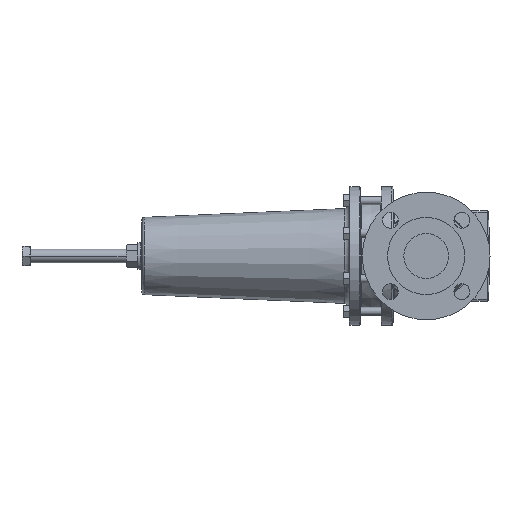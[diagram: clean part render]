
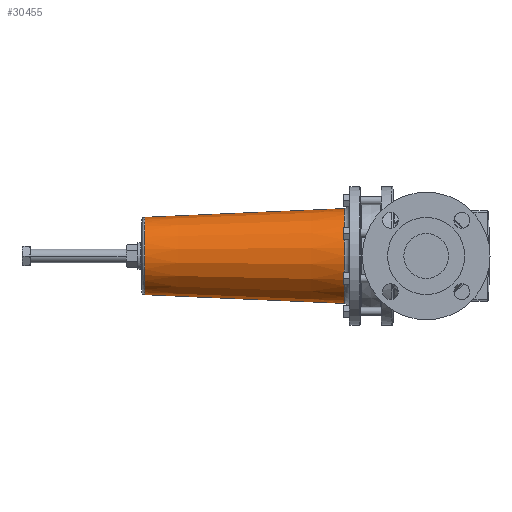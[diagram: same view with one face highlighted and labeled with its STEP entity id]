
A CAD part, left-side view. The second image highlights one B-rep face of the part: STEP entity #30455.
In plain terms, the highlighted conical face has half-angle 2.5 degrees and reference radius 56.85 mm.
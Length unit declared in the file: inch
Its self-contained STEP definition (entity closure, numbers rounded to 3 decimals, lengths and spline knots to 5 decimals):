
#534 = B_SPLINE_CURVE_WITH_KNOTS ( 'NONE', 3,
 ( #1950, #33264, #27075, #8259, #30257, #11393, #33400, #14551, #36597, #17732, #39773, #20908, #2090, #24045, #5256, #27215, #8393, #30389, #11531, #33543, #14684, #36727, #17876, #39910 ),
 .UNSPECIFIED., .F., .F.,
 ( 4, 2, 2, 2, 2, 2, 2, 2, 2, 2, 2, 4 ),
 ( 0.00687, 0.00726, 0.00764, 0.0084, 0.00878, 0.00916, 0.00993, 0.01069, 0.01145, 0.01221, 0.01259, 0.01298 ),
 .UNSPECIFIED. ) ;
#1081 = EDGE_CURVE ( 'NONE', #25321, #11640, #4608, .T. ) ;
#1950 = CARTESIAN_POINT ( 'NONE',  ( 0., 11.44509, 1.89598 ) ) ;
#2090 = CARTESIAN_POINT ( 'NONE',  ( -0.06257, 11.36607, 1.8984 ) ) ;
#2127 = AXIS2_PLACEMENT_3D ( 'NONE', #28307, #9504, #31502 ) ;
#2753 = CARTESIAN_POINT ( 'NONE',  ( 0., 3.607, 2.23819 ) ) ;
#4156 = VERTEX_POINT ( 'NONE', #32078 ) ;
#4360 = CARTESIAN_POINT ( 'NONE',  ( 0., 3.607, 2.23819 ) ) ;
#4608 = LINE ( 'NONE', #9418, #28689 ) ;
#5256 = CARTESIAN_POINT ( 'NONE',  ( -0.0612, 11.3362, 1.89975 ) ) ;
#5407 = CIRCLE ( 'NONE', #14618, 1.81772 ) ;
#6435 = DIRECTION ( 'NONE',  ( 0., -1., 0. ) ) ;
#6514 = CARTESIAN_POINT ( 'NONE',  ( 0., 11.44509, 1.89598 ) ) ;
#7522 = DIRECTION ( 'NONE',  ( 0., -0.999, 0.044 ) ) ;
#7649 = CARTESIAN_POINT ( 'NONE',  ( 0., 13.23745, 0. ) ) ;
#7907 = VERTEX_POINT ( 'NONE', #26076 ) ;
#8259 = CARTESIAN_POINT ( 'NONE',  ( -0.01955, 11.44099, 1.89606 ) ) ;
#8393 = CARTESIAN_POINT ( 'NONE',  ( -0.05271, 11.30754, 1.90126 ) ) ;
#9418 = CARTESIAN_POINT ( 'NONE',  ( 0., 3.607, -2.23819 ) ) ;
#9504 = DIRECTION ( 'NONE',  ( 0., 1., 0. ) ) ;
#10794 = DIRECTION ( 'NONE',  ( 0., 0., 1. ) ) ;
#11393 = CARTESIAN_POINT ( 'NONE',  ( -0.03635, 11.42996, 1.89631 ) ) ;
#11531 = CARTESIAN_POINT ( 'NONE',  ( -0.03615, 11.28249, 1.90275 ) ) ;
#11640 = VERTEX_POINT ( 'NONE', #27079 ) ;
#12608 = ORIENTED_EDGE ( 'NONE', *, *, #24944, .F. ) ;
#12706 = CARTESIAN_POINT ( 'NONE',  ( 0., 3.607, 0. ) ) ;
#13734 = AXIS2_PLACEMENT_3D ( 'NONE', #12706, #6435, #34726 ) ;
#14551 = CARTESIAN_POINT ( 'NONE',  ( -0.05061, 11.40924, 1.89687 ) ) ;
#14618 = AXIS2_PLACEMENT_3D ( 'NONE', #7649, #29634, #10794 ) ;
#14681 = LINE ( 'NONE', #4360, #30457 ) ;
#14684 = CARTESIAN_POINT ( 'NONE',  ( -0.01951, 11.27117, 1.90348 ) ) ;
#15220 = ORIENTED_EDGE ( 'NONE', *, *, #35993, .T. ) ;
#17732 = CARTESIAN_POINT ( 'NONE',  ( -0.05647, 11.39537, 1.89731 ) ) ;
#17876 = CARTESIAN_POINT ( 'NONE',  ( -0.00504, 11.26691, 1.90376 ) ) ;
#19798 = CIRCLE ( 'NONE', #2127, 2.22776 ) ;
#20119 = CARTESIAN_POINT ( 'NONE',  ( 0., 13.23745, -1.81772 ) ) ;
#20872 = EDGE_CURVE ( 'NONE', #11640, #7907, #19798, .T. ) ;
#20908 = CARTESIAN_POINT ( 'NONE',  ( -0.06146, 11.37614, 1.89799 ) ) ;
#21484 = CONICAL_SURFACE ( 'NONE', #13734, 2.23819, 0.044 ) ;
#21898 = ORIENTED_EDGE ( 'NONE', *, *, #38587, .F. ) ;
#22466 = FACE_OUTER_BOUND ( 'NONE', #39980, .T. ) ;
#24045 = CARTESIAN_POINT ( 'NONE',  ( -0.06243, 11.34616, 1.89927 ) ) ;
#24944 = EDGE_CURVE ( 'NONE', #4156, #37923, #14681, .T. ) ;
#24967 = VECTOR ( 'NONE', #34338, 39.37008 ) ;
#25321 = VERTEX_POINT ( 'NONE', #20119 ) ;
#25358 = DIRECTION ( 'NONE',  ( 0., -0.999, -0.044 ) ) ;
#26076 = CARTESIAN_POINT ( 'NONE',  ( 0., 3.8461, 2.22776 ) ) ;
#27075 = CARTESIAN_POINT ( 'NONE',  ( -0.01006, 11.44422, 1.89599 ) ) ;
#27079 = CARTESIAN_POINT ( 'NONE',  ( 0., 3.8461, -2.22776 ) ) ;
#27215 = CARTESIAN_POINT ( 'NONE',  ( -0.0563, 11.3168, 1.90075 ) ) ;
#27349 = ORIENTED_EDGE ( 'NONE', *, *, #1081, .T. ) ;
#28307 = CARTESIAN_POINT ( 'NONE',  ( 0., 3.8461, 0. ) ) ;
#28689 = VECTOR ( 'NONE', #25358, 39.37008 ) ;
#29634 = DIRECTION ( 'NONE',  ( 0., -1., 0. ) ) ;
#30136 = ORIENTED_EDGE ( 'NONE', *, *, #33392, .F. ) ;
#30257 = CARTESIAN_POINT ( 'NONE',  ( -0.02408, 11.43861, 1.89611 ) ) ;
#30389 = CARTESIAN_POINT ( 'NONE',  ( -0.04251, 11.29019, 1.90227 ) ) ;
#30455 = ADVANCED_FACE ( 'NONE', ( #22466 ), #21484, .T. ) ;
#30457 = VECTOR ( 'NONE', #7522, 39.37008 ) ;
#31502 = DIRECTION ( 'NONE',  ( 0., 0., -1. ) ) ;
#31819 = ORIENTED_EDGE ( 'NONE', *, *, #20872, .T. ) ;
#32078 = CARTESIAN_POINT ( 'NONE',  ( 0., 13.23745, 1.81772 ) ) ;
#33264 = CARTESIAN_POINT ( 'NONE',  ( -0.00499, 11.44509, 1.89598 ) ) ;
#33314 = LINE ( 'NONE', #2753, #24967 ) ;
#33392 = EDGE_CURVE ( 'NONE', #37923, #38132, #534, .T. ) ;
#33400 = CARTESIAN_POINT ( 'NONE',  ( -0.04299, 11.42211, 1.8965 ) ) ;
#33543 = CARTESIAN_POINT ( 'NONE',  ( -0.0239, 11.27357, 1.90332 ) ) ;
#34338 = DIRECTION ( 'NONE',  ( 0., -0.999, 0.044 ) ) ;
#34726 = DIRECTION ( 'NONE',  ( 0., 0., -1. ) ) ;
#35993 = EDGE_CURVE ( 'NONE', #4156, #25321, #5407, .T. ) ;
#36597 = CARTESIAN_POINT ( 'NONE',  ( -0.0528, 11.40469, 1.89701 ) ) ;
#36727 = CARTESIAN_POINT ( 'NONE',  ( -0.00997, 11.2678, 1.9037 ) ) ;
#37923 = VERTEX_POINT ( 'NONE', #6514 ) ;
#38132 = VERTEX_POINT ( 'NONE', #38805 ) ;
#38587 = EDGE_CURVE ( 'NONE', #38132, #7907, #33314, .T. ) ;
#38805 = CARTESIAN_POINT ( 'NONE',  ( 0., 11.26691, 1.90376 ) ) ;
#39773 = CARTESIAN_POINT ( 'NONE',  ( -0.05795, 11.39062, 1.89747 ) ) ;
#39910 = CARTESIAN_POINT ( 'NONE',  ( 0., 11.26691, 1.90376 ) ) ;
#39980 = EDGE_LOOP ( 'NONE', ( #12608, #15220, #27349, #31819, #21898, #30136 ) ) ;
